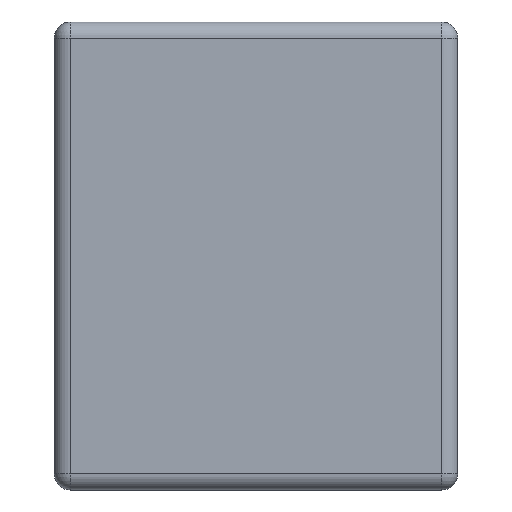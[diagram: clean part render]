
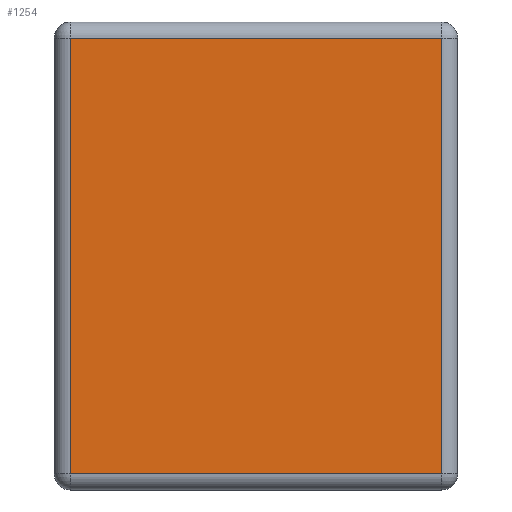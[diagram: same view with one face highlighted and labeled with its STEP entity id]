
A CAD part, left-side view. The second image highlights one B-rep face of the part: STEP entity #1254.
In plain terms, the highlighted free-form (B-spline) face has degree [1, 1] with [2, 2] control points.
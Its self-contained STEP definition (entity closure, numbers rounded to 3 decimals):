
#834=CARTESIAN_POINT('',(-1.,-0.575,1.4));
#835=VERTEX_POINT('',#834);
#878=CARTESIAN_POINT('',(-1.,0.575,1.4));
#879=VERTEX_POINT('',#878);
#904=CARTESIAN_POINT('',(-1.,-0.575,0.05));
#905=VERTEX_POINT('',#904);
#948=CARTESIAN_POINT('',(-1.,0.575,0.05));
#949=VERTEX_POINT('',#948);
#973=CARTESIAN_POINT('',(-1.,-0.575,0.05));
#974=DIRECTION('',(0.0,1.0,0.0));
#975=VECTOR('',#974,1.15);
#976=LINE('',#973,#975);
#977=EDGE_CURVE('',#905,#949,#976,.T.);
#995=CARTESIAN_POINT('',(-1.,0.575,0.05));
#996=DIRECTION('',(0.0,0.0,1.0));
#997=VECTOR('',#996,1.35);
#998=LINE('',#995,#997);
#999=EDGE_CURVE('',#949,#879,#998,.T.);
#1088=CARTESIAN_POINT('',(-1.,-0.575,1.4));
#1089=DIRECTION('',(0.0,0.0,-1.0));
#1090=VECTOR('',#1089,1.35);
#1091=LINE('',#1088,#1090);
#1092=EDGE_CURVE('',#835,#905,#1091,.T.);
#1103=CARTESIAN_POINT('',(-1.,0.575,1.4));
#1104=DIRECTION('',(0.0,-1.0,0.0));
#1105=VECTOR('',#1104,1.15);
#1106=LINE('',#1103,#1105);
#1107=EDGE_CURVE('',#879,#835,#1106,.T.);
#1243=CARTESIAN_POINT('',(-1.,-0.575,1.4));
#1244=CARTESIAN_POINT('',(-1.,-0.575,0.05));
#1245=CARTESIAN_POINT('',(-1.,0.575,1.4));
#1246=CARTESIAN_POINT('',(-1.,0.575,0.05));
#1247=B_SPLINE_SURFACE_WITH_KNOTS('',1,1,((#1243,#1245),(#1244,#1246)),.UNSPECIFIED.,.F.,.F.,.U.,(2,2),(2,2),(0.0,1.35),(0.0,1.15),.UNSPECIFIED.);
#1248=ORIENTED_EDGE('',*,*,#977,.F.);
#1249=ORIENTED_EDGE('',*,*,#1092,.F.);
#1250=ORIENTED_EDGE('',*,*,#1107,.F.);
#1251=ORIENTED_EDGE('',*,*,#999,.F.);
#1252=EDGE_LOOP('',(#1248,#1249,#1250,#1251));
#1253=FACE_OUTER_BOUND('',#1252,.T.);
#1254=ADVANCED_FACE('',(#1253),#1247,.F.);
